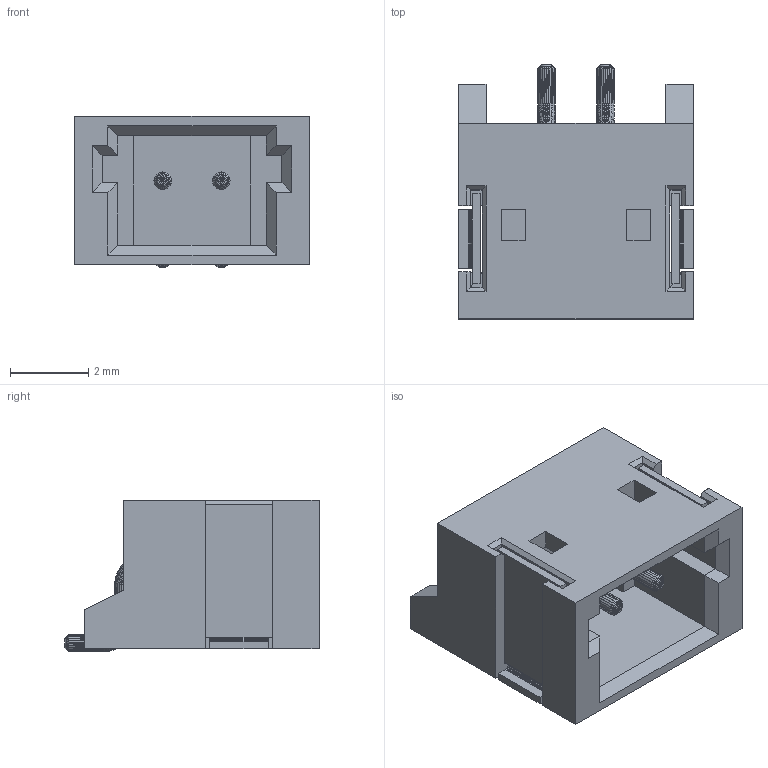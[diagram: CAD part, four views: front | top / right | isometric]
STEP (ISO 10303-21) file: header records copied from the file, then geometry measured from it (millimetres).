
FILE_DESCRIPTION(/* description */ (''),/* implementation_level */ '2;1');
FILE_NAME(/* name */ 'ZH-2P.step',/* time_stamp */ '2024-02-21T03:40:44+01:00',/* author */ (''),/* organization */ (''),/* preprocessor_version */ 'ST-DEVELOPER v20',/* originating_system */ 'Autodesk Translation Framework v12.14.0.127',/* authorisation */ '');
FILE_SCHEMA (('AUTOMOTIVE_DESIGN { 1 0 10303 214 3 1 1 }'));
Length unit declared in the file: millimetre
Products named in the file (1): (Unsaved)
Bounding box: 6 x 6.5 x 3.88 mm (x, y, z)
Volume: 72.5 mm3; surface area: 281.4 mm2
Topology: 5 solids, 5 shells, 2848 faces, 4439 edges, 1600 vertices
Faces by surface type: plane 2848
Entity records: 57130 total; most frequent: DIRECTION 10137, CARTESIAN_POINT 8888, ORIENTED_EDGE 8878, LINE 4439, VECTOR 4439, EDGE_CURVE 4439, EDGE_LOOP 2851, AXIS2_PLACEMENT_3D 2849
